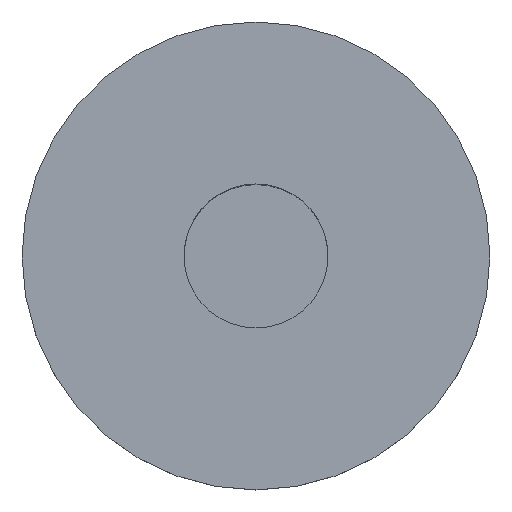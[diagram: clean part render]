
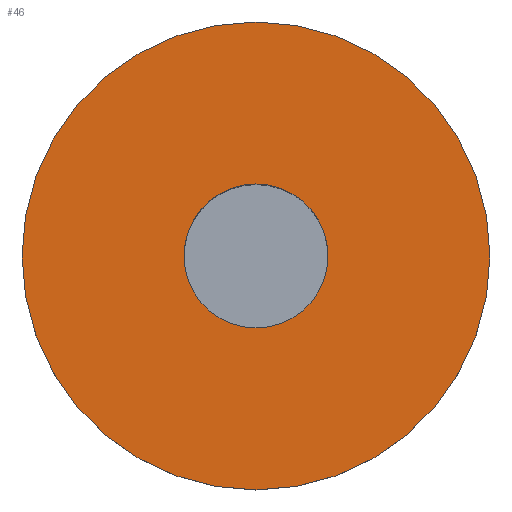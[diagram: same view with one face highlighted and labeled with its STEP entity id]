
A CAD part, top view. The second image highlights one B-rep face of the part: STEP entity #46.
In plain terms, the highlighted planar face has unit normal (0, 0, 1).
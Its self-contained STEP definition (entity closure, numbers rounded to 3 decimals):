
#46 = ADVANCED_FACE( '', ( #91, #92 ), #93, .F. );
#91 = FACE_BOUND( '', #128, .T. );
#92 = FACE_OUTER_BOUND( '', #129, .T. );
#93 = PLANE( '', #130 );
#128 = EDGE_LOOP( '', ( #173 ) );
#129 = EDGE_LOOP( '', ( #174 ) );
#130 = AXIS2_PLACEMENT_3D( '', #175, #176, #177 );
#173 = ORIENTED_EDGE( '', *, *, #183, .T. );
#174 = ORIENTED_EDGE( '', *, *, #179, .T. );
#175 = CARTESIAN_POINT( '', ( 3.25, 0., 5.2 ) );
#176 = DIRECTION( '', ( 0., 0., -1. ) );
#177 = DIRECTION( '', ( -1., 0., 0. ) );
#179 = EDGE_CURVE( '', #194, #194, #195, .T. );
#183 = EDGE_CURVE( '', #201, #201, #202, .T. );
#194 = VERTEX_POINT( '', #216 );
#195 = CIRCLE( '', #217, 3.25 );
#201 = VERTEX_POINT( '', #223 );
#202 = CIRCLE( '', #224, 1. );
#216 = CARTESIAN_POINT( '', ( 3.25, 0., 5.2 ) );
#217 = AXIS2_PLACEMENT_3D( '', #237, #238, #239 );
#223 = CARTESIAN_POINT( '', ( 0., -1., 5.2 ) );
#224 = AXIS2_PLACEMENT_3D( '', #246, #247, #248 );
#237 = CARTESIAN_POINT( '', ( 0., 0., 5.2 ) );
#238 = DIRECTION( '', ( 0., 0., 1. ) );
#239 = DIRECTION( '', ( 1., 0., 0. ) );
#246 = CARTESIAN_POINT( '', ( 0., 0., 5.2 ) );
#247 = DIRECTION( '', ( 0., 0., -1. ) );
#248 = DIRECTION( '', ( 0., -1., 0. ) );
